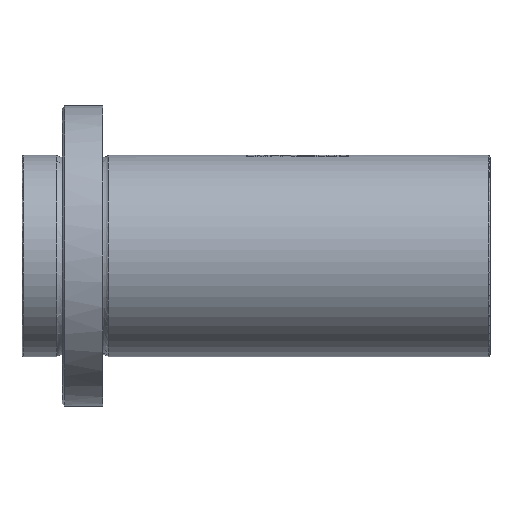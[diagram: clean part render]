
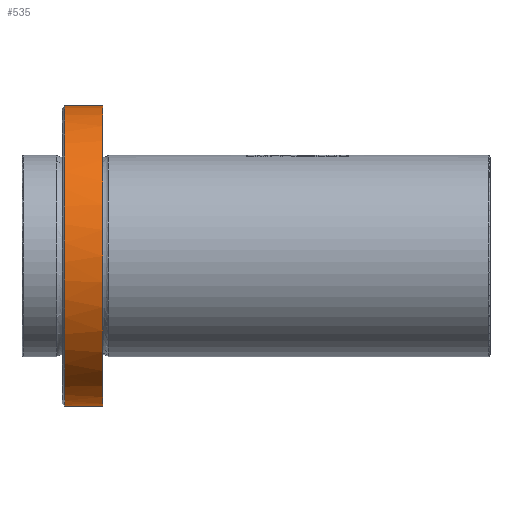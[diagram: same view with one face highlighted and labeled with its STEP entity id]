
A CAD part, front view. The second image highlights one B-rep face of the part: STEP entity #535.
In plain terms, the highlighted cylindrical face has radius 67 mm (diameter 134 mm), a full revolution.
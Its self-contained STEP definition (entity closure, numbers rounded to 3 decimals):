
#487=CYLINDRICAL_SURFACE('',#6817,67.);
#535=ADVANCED_FACE('',(#1271,#1272),#487,.T.);
#1161=CIRCLE('',#6804,67.);
#1271=FACE_BOUND('',#1403,.T.);
#1272=FACE_BOUND('',#1404,.T.);
#1403=EDGE_LOOP('',(#2576));
#1404=EDGE_LOOP('',(#2577,#2578));
#1895=B_SPLINE_CURVE_WITH_KNOTS('',3,(#10329,#10330,#10331,#10332,#10333,
#10334,#10335,#10336,#10337,#10338,#10339,#10340,#10341,#10342,#10343,#10344,
#10345,#10346),.UNSPECIFIED.,.F.,.F.,(4,2,2,2,2,2,2,2,4),(0.,0.125,0.25,
0.375,0.5,0.625,0.75,0.875,1.),.UNSPECIFIED.);
#1896=B_SPLINE_CURVE_WITH_KNOTS('',3,(#10349,#10350,#10351,#10352,#10353,
#10354,#10355,#10356,#10357,#10358,#10359,#10360,#10361,#10362,#10363,#10364,
#10365,#10366),.UNSPECIFIED.,.F.,.F.,(4,2,2,2,2,2,2,2,4),(0.,0.125,0.25,
0.375,0.5,0.625,0.75,0.875,1.),.UNSPECIFIED.);
#2576=ORIENTED_EDGE('',*,*,#5050,.T.);
#2577=ORIENTED_EDGE('',*,*,#5059,.T.);
#2578=ORIENTED_EDGE('',*,*,#5060,.T.);
#4411=VERTEX_POINT('',#10140);
#4420=VERTEX_POINT('',#10347);
#4421=VERTEX_POINT('',#10348);
#5050=EDGE_CURVE('',#4411,#4411,#1161,.T.);
#5059=EDGE_CURVE('',#4420,#4421,#1895,.T.);
#5060=EDGE_CURVE('',#4421,#4420,#1896,.T.);
#6804=AXIS2_PLACEMENT_3D('',#10139,#7352,#7353);
#6817=AXIS2_PLACEMENT_3D('',#10367,#7378,#7379);
#7352=DIRECTION('',(-1.,0.,0.));
#7353=DIRECTION('',(0.,0.,-1.));
#7378=DIRECTION('',(-1.,0.,0.));
#7379=DIRECTION('',(0.,0.,-1.));
#10139=CARTESIAN_POINT('',(18.,0.,0.));
#10140=CARTESIAN_POINT('',(18.,0.,-67.));
#10329=CARTESIAN_POINT('',(1.,0.,67.));
#10330=CARTESIAN_POINT('',(1.,-8.77,67.));
#10331=CARTESIAN_POINT('',(1.,-17.537,65.256));
#10332=CARTESIAN_POINT('',(1.,-33.742,58.544));
#10333=CARTESIAN_POINT('',(1.,-41.175,53.578));
#10334=CARTESIAN_POINT('',(1.,-53.578,41.175));
#10335=CARTESIAN_POINT('',(1.,-58.544,33.742));
#10336=CARTESIAN_POINT('',(1.,-65.256,17.537));
#10337=CARTESIAN_POINT('',(1.,-67.,8.77));
#10338=CARTESIAN_POINT('',(1.,-67.,-8.77));
#10339=CARTESIAN_POINT('',(1.,-65.256,-17.537));
#10340=CARTESIAN_POINT('',(1.,-58.544,-33.742));
#10341=CARTESIAN_POINT('',(1.,-53.578,-41.175));
#10342=CARTESIAN_POINT('',(1.,-41.175,-53.578));
#10343=CARTESIAN_POINT('',(1.,-33.742,-58.544));
#10344=CARTESIAN_POINT('',(1.,-17.537,-65.256));
#10345=CARTESIAN_POINT('',(1.,-8.77,-67.));
#10346=CARTESIAN_POINT('',(1.,0.,-67.));
#10347=CARTESIAN_POINT('',(1.,0.,67.));
#10348=CARTESIAN_POINT('',(1.,0.,-67.));
#10349=CARTESIAN_POINT('',(1.,0.,-67.));
#10350=CARTESIAN_POINT('',(1.,8.77,-67.));
#10351=CARTESIAN_POINT('',(1.,17.537,-65.256));
#10352=CARTESIAN_POINT('',(1.,33.742,-58.544));
#10353=CARTESIAN_POINT('',(1.,41.175,-53.578));
#10354=CARTESIAN_POINT('',(1.,53.578,-41.175));
#10355=CARTESIAN_POINT('',(1.,58.544,-33.742));
#10356=CARTESIAN_POINT('',(1.,65.256,-17.537));
#10357=CARTESIAN_POINT('',(1.,67.,-8.77));
#10358=CARTESIAN_POINT('',(1.,67.,8.77));
#10359=CARTESIAN_POINT('',(1.,65.256,17.537));
#10360=CARTESIAN_POINT('',(1.,58.544,33.742));
#10361=CARTESIAN_POINT('',(1.,53.578,41.175));
#10362=CARTESIAN_POINT('',(1.,41.175,53.578));
#10363=CARTESIAN_POINT('',(1.,33.742,58.544));
#10364=CARTESIAN_POINT('',(1.,17.537,65.256));
#10365=CARTESIAN_POINT('',(1.,8.77,67.));
#10366=CARTESIAN_POINT('',(1.,0.,67.));
#10367=CARTESIAN_POINT('',(17.,0.,0.));
